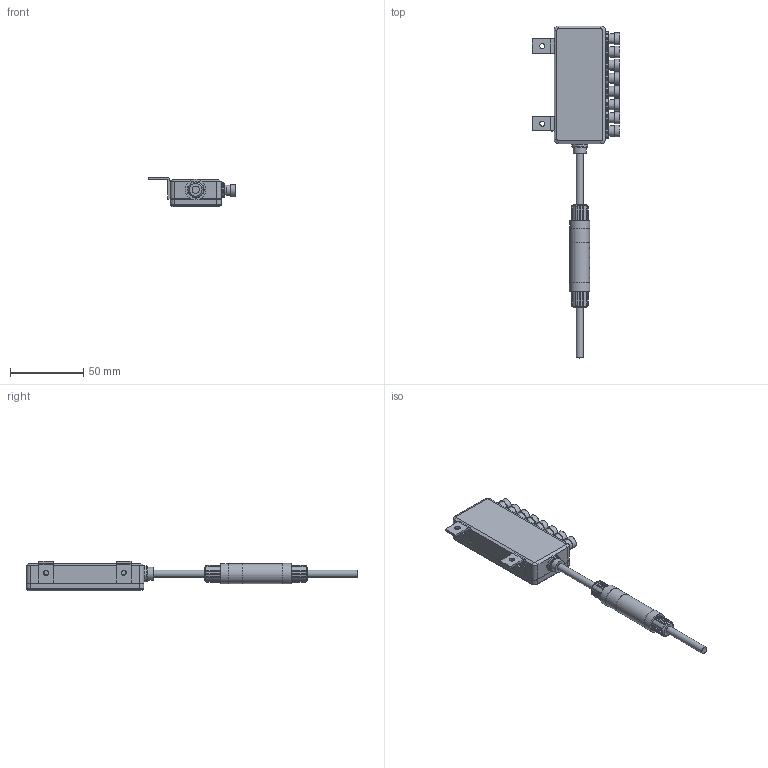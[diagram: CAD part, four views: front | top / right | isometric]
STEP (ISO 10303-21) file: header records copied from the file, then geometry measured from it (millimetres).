
FILE_DESCRIPTION(/* description */ (''),/* implementation_level */ '2;1');
FILE_NAME(/* name */ 'S000-8F 3D.stp',/* time_stamp */ '2024-08-15T15:18:08+08:00',/* author */ (''),/* organization */ (''),/* preprocessor_version */ 'ST-DEVELOPER v14',/* originating_system */ 'SIEMENS PLM Software NX 8.0',/* authorisation */ '');
FILE_SCHEMA (('AUTOMOTIVE_DESIGN { 1 0 10303 214 3 1 1 1 }'));
Length unit declared in the file: millimetre
Products named in the file (1): S000-8F 3D_stp
Bounding box: 60 x 226.85 x 20.35 mm (x, y, z)
Volume: 65370.7 mm3; surface area: 23783.3 mm2
Topology: 3 solids, 20 shells, 745 faces, 1750 edges, 1154 vertices
Faces by surface type: plane 426, cylinder 203, torus 56, bspline 27, cone 19, extrusion 14
Full cylindrical faces by diameter (mm): 2.1 x4, 2.2 x2, 2.5 x8, 2.7 x4, 3 x2, 3.5 x4, 3.6 x2, 3.7 x1, 4.2 x4, 4.6 x1, 5 x24, 5.572 x8, 5.8 x1, 6.5 x1, 6.965 x8, 7.96 x8, 8 x8, 8.955 x1, 9.8 x1, 9.95 x1, 11 x1, 13.5 x2, 13.8 x1, 14.1 x1
Entity records: 23444 total; most frequent: CARTESIAN_POINT 6057, DIRECTION 3433, ORIENTED_EDGE 3156, EDGE_CURVE 1578, AXIS2_PLACEMENT_3D 1278, VERTEX_POINT 1093, EDGE_LOOP 1005, VECTOR 877
